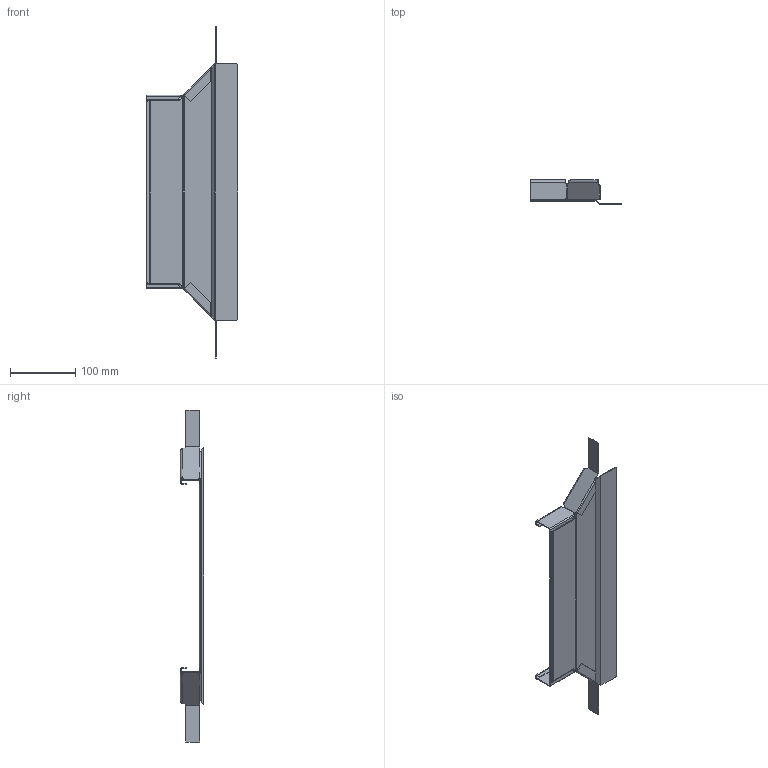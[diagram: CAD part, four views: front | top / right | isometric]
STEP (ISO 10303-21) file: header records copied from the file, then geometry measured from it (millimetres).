
FILE_DESCRIPTION (( 'STEP AP214' ), '1' );
FILE_NAME ('6042105.STEP', '2024-10-22T12:15:55', ( '' ), ( '' ), 'SwSTEP 2.0', 'SolidWorks 2024', '' );
FILE_SCHEMA (( 'AUTOMOTIVE_DESIGN' ));
Length unit declared in the file: millimetre
Products named in the file (4): 180291_35 L; 180291_35 R; 6042105; 167752_300
Assembly tree (3 placements, depth 2):
  6042105
    167752_300
    180291_35 L
    180291_35 R
Bounding box: 140.19 x 36.25 x 508.27 mm (x, y, z)
Volume: 54128.4 mm3; surface area: 126687.1 mm2
Topology: 3 solids, 3 shells, 184 faces, 406 edges, 228 vertices
Faces by surface type: plane 106, cylinder 54, bspline 24
Entity records: 5599 total; most frequent: CARTESIAN_POINT 1724, ORIENTED_EDGE 812, DIRECTION 704, EDGE_CURVE 406, VECTOR 236, LINE 236, AXIS2_PLACEMENT_3D 234, VERTEX_POINT 228
